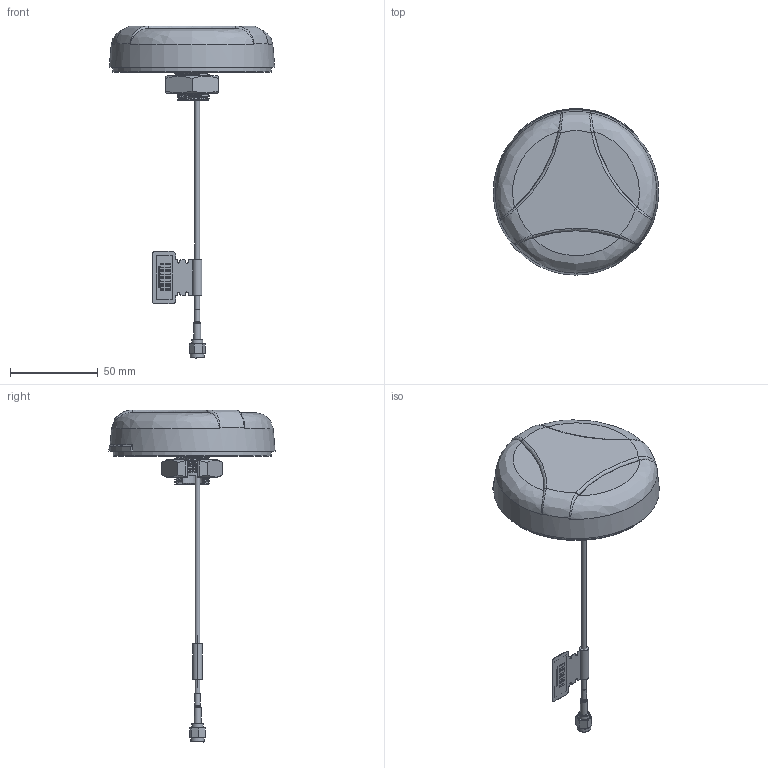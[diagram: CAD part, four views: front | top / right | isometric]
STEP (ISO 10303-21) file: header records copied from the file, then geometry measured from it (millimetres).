
FILE_DESCRIPTION (( 'STEP AP214' ), '1' );
FILE_NAME ('A.120.A101111_Full-Band GNSS Active Antenna Customer Model.STEP', '2023-10-02T17:51:41', ( '' ), ( '' ), 'SwSTEP 2.0', 'SolidWorks 2022', '' );
FILE_SCHEMA (( 'AUTOMOTIVE_DESIGN' ));
Length unit declared in the file: millimetre
Products named in the file (1): A.120.A101111_Full-Band GNSS Active Antenna Customer Model
Bounding box: 94.21 x 94.69 x 189.1 mm (x, y, z)
Volume: 64623.1 mm3; surface area: 94628.2 mm2
Topology: 25 solids, 25 shells, 1305 faces, 3787 edges, 2566 vertices
Faces by surface type: plane 585, bspline 326, cylinder 283, cone 100, torus 11
Full cylindrical faces by diameter (mm): 0.51 x1, 0.92 x1, 1.48 x1, 1.75 x1, 1.91 x1, 2 x1, 2.6 x6, 2.7 x40, 2.8 x1, 3 x2, 3.9 x1, 4 x5, 5.4 x1, 6.35 x1, 6.4 x1, 7.8 x1, 10 x18, 19.85 x8, 41.5 x3, 90 x3
Entity records: 108702 total; most frequent: CARTESIAN_POINT 66611, ORIENTED_EDGE 6772, DIRECTION 3985, EDGE_CURVE 3386, VERTEX_POINT 2409, B_SPLINE_CURVE_WITH_KNOTS 1643, EDGE_LOOP 1559, AXIS2_PLACEMENT_3D 1374
